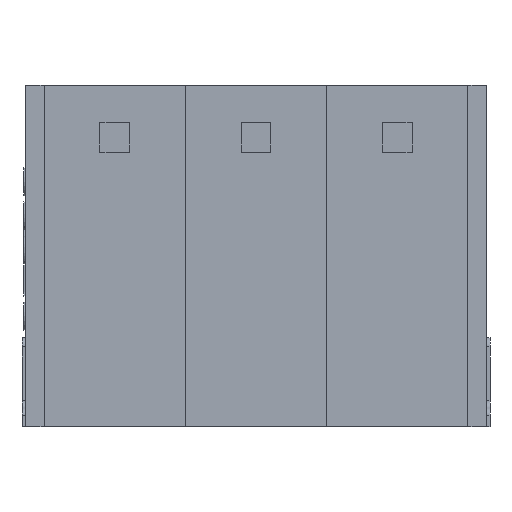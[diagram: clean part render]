
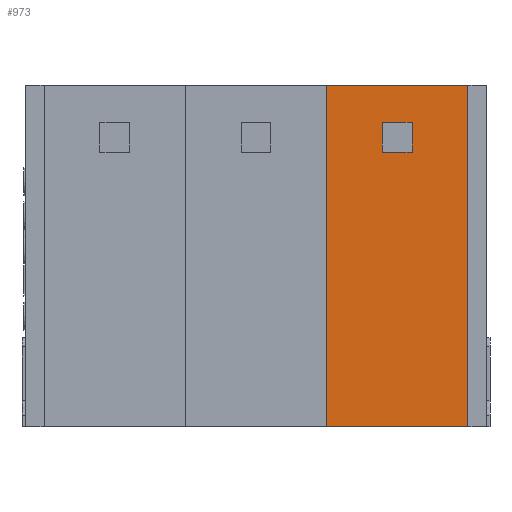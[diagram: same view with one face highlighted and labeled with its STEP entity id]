
A CAD part, front view. The second image highlights one B-rep face of the part: STEP entity #973.
In plain terms, the highlighted face is planar.
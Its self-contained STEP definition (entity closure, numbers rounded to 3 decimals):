
#32 = VERTEX_POINT ( 'NONE', #5465 ) ;
#356 = LINE ( 'NONE', #2422, #4275 ) ;
#557 = VERTEX_POINT ( 'NONE', #8306 ) ;
#973 = ADVANCED_FACE ( 'NONE', ( #7236, #3751 ), #11980, .F. ) ;
#1183 = AXIS2_PLACEMENT_3D ( 'NONE', #13062, #6551, #4505 ) ;
#1505 = VERTEX_POINT ( 'NONE', #14813 ) ;
#1535 = CARTESIAN_POINT ( 'NONE',  ( -0.4, -3.6, -3.7 ) ) ;
#1585 = EDGE_CURVE ( 'NONE', #13279, #557, #10731, .T. ) ;
#1620 = LINE ( 'NONE', #5865, #14587 ) ;
#2036 = ORIENTED_EDGE ( 'NONE', *, *, #1585, .F. ) ;
#2422 = CARTESIAN_POINT ( 'NONE',  ( 1.905, 4.6, -3.7 ) ) ;
#2696 = VERTEX_POINT ( 'NONE', #8922 ) ;
#3144 = CARTESIAN_POINT ( 'NONE',  ( -0.4, -3.2, -3.7 ) ) ;
#3548 = DIRECTION ( 'NONE',  ( 1., 0., 0. ) ) ;
#3751 = FACE_OUTER_BOUND ( 'NONE', #13299, .T. ) ;
#3914 = ORIENTED_EDGE ( 'NONE', *, *, #5189, .T. ) ;
#4275 = VECTOR ( 'NONE', #11802, 1000. ) ;
#4471 = DIRECTION ( 'NONE',  ( 0., -1., 0. ) ) ;
#4505 = DIRECTION ( 'NONE',  ( 1., 0., 0. ) ) ;
#4682 = ORIENTED_EDGE ( 'NONE', *, *, #5672, .T. ) ;
#4793 = ORIENTED_EDGE ( 'NONE', *, *, #6531, .F. ) ;
#4876 = CARTESIAN_POINT ( 'NONE',  ( -17.63, -4.6, -3.7 ) ) ;
#5189 = EDGE_CURVE ( 'NONE', #10616, #2696, #1620, .T. ) ;
#5257 = EDGE_CURVE ( 'NONE', #15205, #32, #8805, .T. ) ;
#5465 = CARTESIAN_POINT ( 'NONE',  ( 1.905, -4.6, -3.7 ) ) ;
#5588 = EDGE_CURVE ( 'NONE', #10616, #8214, #14158, .T. ) ;
#5672 = EDGE_CURVE ( 'NONE', #2696, #1505, #11883, .T. ) ;
#5794 = ORIENTED_EDGE ( 'NONE', *, *, #7103, .F. ) ;
#5865 = CARTESIAN_POINT ( 'NONE',  ( -0.4, -2.8, -3.7 ) ) ;
#6531 = EDGE_CURVE ( 'NONE', #557, #15205, #12626, .T. ) ;
#6551 = DIRECTION ( 'NONE',  ( 0., 0., 1. ) ) ;
#7103 = EDGE_CURVE ( 'NONE', #8214, #1505, #12928, .T. ) ;
#7173 = CARTESIAN_POINT ( 'NONE',  ( 0.4, -3.6, -3.7 ) ) ;
#7236 = FACE_BOUND ( 'NONE', #11029, .T. ) ;
#7430 = EDGE_CURVE ( 'NONE', #13279, #32, #356, .T. ) ;
#8214 = VERTEX_POINT ( 'NONE', #7173 ) ;
#8306 = CARTESIAN_POINT ( 'NONE',  ( -1.905, 4.6, -3.7 ) ) ;
#8389 = CARTESIAN_POINT ( 'NONE',  ( 0.4, -2.8, -3.7 ) ) ;
#8478 = CARTESIAN_POINT ( 'NONE',  ( 0.4, 0., -3.7 ) ) ;
#8805 = LINE ( 'NONE', #4876, #10658 ) ;
#8922 = CARTESIAN_POINT ( 'NONE',  ( -0.4, -2.8, -3.7 ) ) ;
#9298 = VECTOR ( 'NONE', #9541, 1000. ) ;
#9541 = DIRECTION ( 'NONE',  ( -1., 0., 0. ) ) ;
#10134 = CARTESIAN_POINT ( 'NONE',  ( -1.905, -4.6, -3.7 ) ) ;
#10616 = VERTEX_POINT ( 'NONE', #8389 ) ;
#10645 = VECTOR ( 'NONE', #13784, 1000. ) ;
#10658 = VECTOR ( 'NONE', #3548, 1000. ) ;
#10731 = LINE ( 'NONE', #10829, #9298 ) ;
#10829 = CARTESIAN_POINT ( 'NONE',  ( 17.63, 4.6, -3.7 ) ) ;
#11029 = EDGE_LOOP ( 'NONE', ( #3914, #4682, #5794, #13194 ) ) ;
#11802 = DIRECTION ( 'NONE',  ( 0., -1., 0. ) ) ;
#11883 = LINE ( 'NONE', #3144, #16394 ) ;
#11980 = PLANE ( 'NONE',  #1183 ) ;
#12216 = VECTOR ( 'NONE', #13312, 1000. ) ;
#12312 = VECTOR ( 'NONE', #14717, 1000. ) ;
#12626 = LINE ( 'NONE', #15946, #12216 ) ;
#12928 = LINE ( 'NONE', #1535, #12312 ) ;
#13062 = CARTESIAN_POINT ( 'NONE',  ( 0., 0., -3.7 ) ) ;
#13174 = CARTESIAN_POINT ( 'NONE',  ( 1.905, 4.6, -3.7 ) ) ;
#13194 = ORIENTED_EDGE ( 'NONE', *, *, #5588, .F. ) ;
#13279 = VERTEX_POINT ( 'NONE', #13174 ) ;
#13299 = EDGE_LOOP ( 'NONE', ( #15762, #14757, #4793, #2036 ) ) ;
#13312 = DIRECTION ( 'NONE',  ( 0., -1., 0. ) ) ;
#13601 = DIRECTION ( 'NONE',  ( -1., 0., 0. ) ) ;
#13784 = DIRECTION ( 'NONE',  ( 0., -1., 0. ) ) ;
#14158 = LINE ( 'NONE', #8478, #10645 ) ;
#14587 = VECTOR ( 'NONE', #13601, 1000. ) ;
#14717 = DIRECTION ( 'NONE',  ( -1., 0., 0. ) ) ;
#14757 = ORIENTED_EDGE ( 'NONE', *, *, #5257, .F. ) ;
#14813 = CARTESIAN_POINT ( 'NONE',  ( -0.4, -3.6, -3.7 ) ) ;
#15205 = VERTEX_POINT ( 'NONE', #10134 ) ;
#15762 = ORIENTED_EDGE ( 'NONE', *, *, #7430, .T. ) ;
#15946 = CARTESIAN_POINT ( 'NONE',  ( -1.905, 0., -3.7 ) ) ;
#16394 = VECTOR ( 'NONE', #4471, 1000. ) ;
